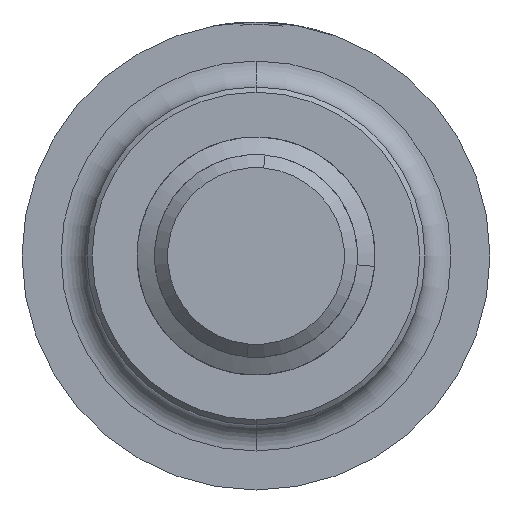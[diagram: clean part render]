
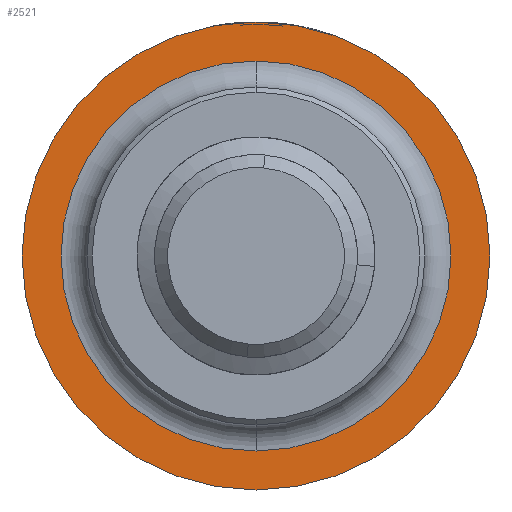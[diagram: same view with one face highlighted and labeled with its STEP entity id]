
A CAD part, front view. The second image highlights one B-rep face of the part: STEP entity #2521.
In plain terms, the highlighted planar face has unit normal (0, -1, 0).
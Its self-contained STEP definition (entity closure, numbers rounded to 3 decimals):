
#165 = CIRCLE ( 'NONE', #731, 9. ) ;
#238 = PLANE ( 'NONE',  #4363 ) ;
#387 = DIRECTION ( 'NONE',  ( 0., 0., -1. ) ) ;
#412 = CARTESIAN_POINT ( 'NONE',  ( 0., 12.42, -7.5 ) ) ;
#469 = EDGE_CURVE ( 'NONE', #1843, #4654, #3722, .T. ) ;
#703 = CARTESIAN_POINT ( 'NONE',  ( 0., 12.42, 7.5 ) ) ;
#731 = AXIS2_PLACEMENT_3D ( 'NONE', #1517, #3116, #387 ) ;
#837 = VERTEX_POINT ( 'NONE', #703 ) ;
#866 = EDGE_LOOP ( 'NONE', ( #1370, #4414 ) ) ;
#1370 = ORIENTED_EDGE ( 'NONE', *, *, #1913, .T. ) ;
#1387 = CIRCLE ( 'NONE', #6714, 7.5 ) ;
#1394 = CARTESIAN_POINT ( 'NONE',  ( 7.5, 12.42, 0. ) ) ;
#1517 = CARTESIAN_POINT ( 'NONE',  ( 0., 12.42, 0. ) ) ;
#1843 = VERTEX_POINT ( 'NONE', #6769 ) ;
#1901 = DIRECTION ( 'NONE',  ( 0., 0., -1. ) ) ;
#1913 = EDGE_CURVE ( 'NONE', #4654, #1843, #165, .T. ) ;
#1943 = VERTEX_POINT ( 'NONE', #412 ) ;
#2065 = FACE_OUTER_BOUND ( 'NONE', #866, .T. ) ;
#2161 = EDGE_CURVE ( 'NONE', #1943, #837, #4261, .T. ) ;
#2227 = DIRECTION ( 'NONE',  ( 0., -1., 0. ) ) ;
#2312 = DIRECTION ( 'NONE',  ( 0., 0., -1. ) ) ;
#2521 = ADVANCED_FACE ( 'NONE', ( #2065, #6564 ), #238, .T. ) ;
#2758 = EDGE_CURVE ( 'NONE', #837, #1943, #1387, .T. ) ;
#2936 = CARTESIAN_POINT ( 'NONE',  ( 0., 12.42, -9. ) ) ;
#3116 = DIRECTION ( 'NONE',  ( 0., -1., 0. ) ) ;
#3185 = CARTESIAN_POINT ( 'NONE',  ( 0., 12.42, 0. ) ) ;
#3722 = CIRCLE ( 'NONE', #3984, 9. ) ;
#3890 = DIRECTION ( 'NONE',  ( 0., -1., 0. ) ) ;
#3984 = AXIS2_PLACEMENT_3D ( 'NONE', #4358, #3890, #2312 ) ;
#4164 = ORIENTED_EDGE ( 'NONE', *, *, #2758, .F. ) ;
#4261 = CIRCLE ( 'NONE', #5191, 7.5 ) ;
#4308 = DIRECTION ( 'NONE',  ( 0., -1., 0. ) ) ;
#4358 = CARTESIAN_POINT ( 'NONE',  ( 0., 12.42, 0. ) ) ;
#4363 = AXIS2_PLACEMENT_3D ( 'NONE', #1394, #5648, #1901 ) ;
#4414 = ORIENTED_EDGE ( 'NONE', *, *, #469, .T. ) ;
#4654 = VERTEX_POINT ( 'NONE', #2936 ) ;
#5191 = AXIS2_PLACEMENT_3D ( 'NONE', #5449, #2227, #6497 ) ;
#5449 = CARTESIAN_POINT ( 'NONE',  ( 0., 12.42, 0. ) ) ;
#5648 = DIRECTION ( 'NONE',  ( 0., -1., 0. ) ) ;
#5663 = ORIENTED_EDGE ( 'NONE', *, *, #2161, .F. ) ;
#5967 = EDGE_LOOP ( 'NONE', ( #5663, #4164 ) ) ;
#6497 = DIRECTION ( 'NONE',  ( 0., 0., -1. ) ) ;
#6564 = FACE_BOUND ( 'NONE', #5967, .T. ) ;
#6714 = AXIS2_PLACEMENT_3D ( 'NONE', #3185, #4308, #6905 ) ;
#6769 = CARTESIAN_POINT ( 'NONE',  ( 0., 12.42, 9. ) ) ;
#6905 = DIRECTION ( 'NONE',  ( 0., 0., -1. ) ) ;
